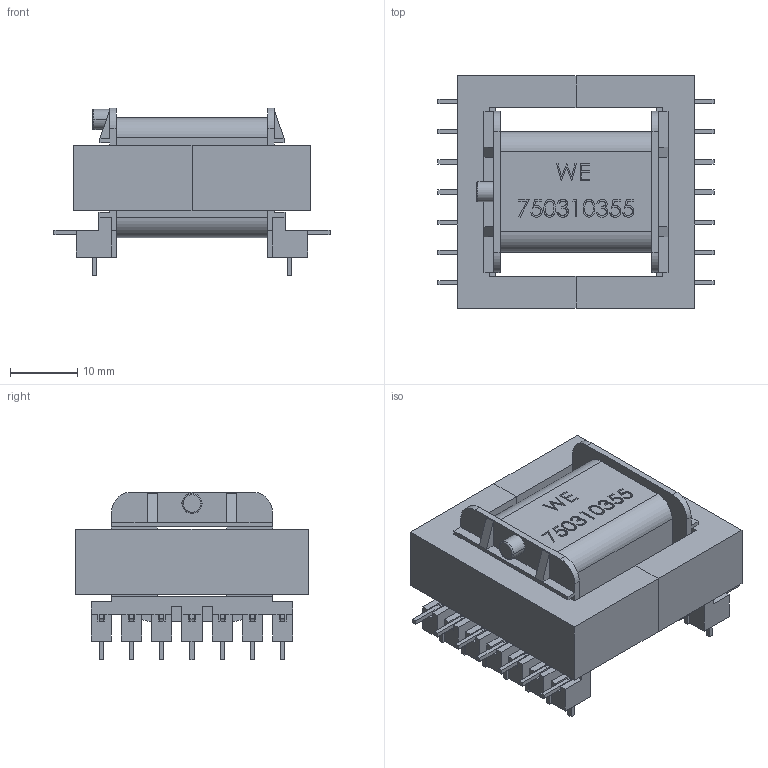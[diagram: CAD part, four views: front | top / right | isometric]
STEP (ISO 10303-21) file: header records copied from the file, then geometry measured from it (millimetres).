
FILE_DESCRIPTION (( 'STEP AP214' ), '1' );
FILE_NAME ('WE-FB_3751_EE35_18_10 (rev1).STEP', '2022-12-20T13:01:21', ( '' ), ( '' ), 'SwSTEP 2.0', 'SolidWorks 2022', '' );
FILE_SCHEMA (( 'AUTOMOTIVE_DESIGN' ));
Length unit declared in the file: inch
Products named in the file (4): DEFAULT; WE-FB_3751_EE35_18_10 (rev1); DEFAULT-1
Assembly tree (4 placements, depth 3):
  WE-FB_3751_EE35_18_10 (rev1)
    DEFAULT
      DEFAULT
      DEFAULT-1  x2
Bounding box: 41.1 x 34.6 x 24.99 mm (x, y, z)
Volume: 14399.5 mm3; surface area: 10504.2 mm2
Topology: 3 solids, 3 shells, 565 faces, 1509 edges, 990 vertices
Faces by surface type: plane 455, bspline 70, cylinder 38, torus 2
Entity records: 23627 total; most frequent: CARTESIAN_POINT 7732, ORIENTED_EDGE 2946, DIRECTION 2397, EDGE_CURVE 1473, LINE 1243, VECTOR 1243, VERTEX_POINT 966, EDGE_LOOP 593
